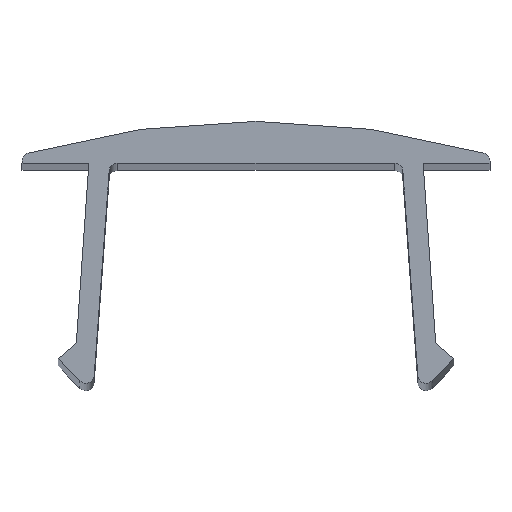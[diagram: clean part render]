
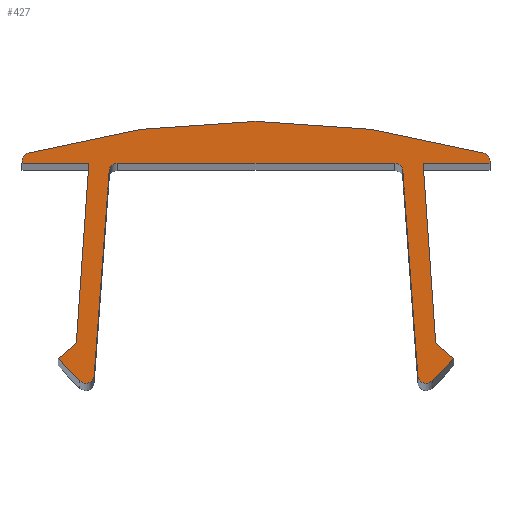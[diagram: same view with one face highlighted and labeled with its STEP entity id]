
A CAD part, top view. The second image highlights one B-rep face of the part: STEP entity #427.
In plain terms, the highlighted planar face has unit normal (0, 0, 1).
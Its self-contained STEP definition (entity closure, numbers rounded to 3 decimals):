
#15=CIRCLE('',#451,0.2);
#17=CIRCLE('',#455,0.2);
#19=CIRCLE('',#463,0.2);
#21=CIRCLE('',#466,20.);
#23=CIRCLE('',#469,0.2);
#25=CIRCLE('',#477,0.2);
#27=CIRCLE('',#481,0.2);
#56=FACE_OUTER_BOUND('',#78,.T.);
#78=EDGE_LOOP('',(#352,#353,#354,#355,#356,#357,#358,#359,#360,#361,#362,
#363,#364,#365,#366,#367,#368,#369,#370,#371));
#80=LINE('',#609,#126);
#85=LINE('',#623,#131);
#89=LINE('',#635,#135);
#92=LINE('',#641,#138);
#95=LINE('',#647,#141);
#98=LINE('',#653,#144);
#101=LINE('',#659,#147);
#107=LINE('',#683,#153);
#110=LINE('',#689,#156);
#113=LINE('',#695,#159);
#116=LINE('',#701,#162);
#119=LINE('',#707,#165);
#123=LINE('',#719,#169);
#126=VECTOR('',#489,10.);
#131=VECTOR('',#502,10.);
#135=VECTOR('',#514,10.);
#138=VECTOR('',#519,10.);
#141=VECTOR('',#524,10.);
#144=VECTOR('',#529,10.);
#147=VECTOR('',#534,10.);
#153=VECTOR('',#560,10.);
#156=VECTOR('',#565,10.);
#159=VECTOR('',#570,10.);
#162=VECTOR('',#575,10.);
#165=VECTOR('',#580,10.);
#169=VECTOR('',#592,10.);
#172=VERTEX_POINT('',#607);
#173=VERTEX_POINT('',#608);
#176=VERTEX_POINT('',#616);
#178=VERTEX_POINT('',#622);
#180=VERTEX_POINT('',#628);
#182=VERTEX_POINT('',#634);
#184=VERTEX_POINT('',#640);
#186=VERTEX_POINT('',#646);
#188=VERTEX_POINT('',#652);
#190=VERTEX_POINT('',#658);
#192=VERTEX_POINT('',#664);
#194=VERTEX_POINT('',#670);
#196=VERTEX_POINT('',#676);
#198=VERTEX_POINT('',#682);
#200=VERTEX_POINT('',#688);
#202=VERTEX_POINT('',#694);
#204=VERTEX_POINT('',#700);
#206=VERTEX_POINT('',#706);
#208=VERTEX_POINT('',#712);
#210=VERTEX_POINT('',#718);
#212=EDGE_CURVE('',#172,#173,#80,.T.);
#216=EDGE_CURVE('',#173,#176,#15,.T.);
#219=EDGE_CURVE('',#176,#178,#85,.T.);
#222=EDGE_CURVE('',#178,#180,#17,.T.);
#225=EDGE_CURVE('',#180,#182,#89,.T.);
#228=EDGE_CURVE('',#182,#184,#92,.T.);
#231=EDGE_CURVE('',#184,#186,#95,.T.);
#234=EDGE_CURVE('',#186,#188,#98,.T.);
#237=EDGE_CURVE('',#188,#190,#101,.T.);
#240=EDGE_CURVE('',#190,#192,#19,.T.);
#243=EDGE_CURVE('',#192,#194,#21,.T.);
#246=EDGE_CURVE('',#194,#196,#23,.T.);
#249=EDGE_CURVE('',#196,#198,#107,.T.);
#252=EDGE_CURVE('',#198,#200,#110,.T.);
#255=EDGE_CURVE('',#200,#202,#113,.T.);
#258=EDGE_CURVE('',#202,#204,#116,.T.);
#261=EDGE_CURVE('',#204,#206,#119,.T.);
#264=EDGE_CURVE('',#206,#208,#25,.T.);
#267=EDGE_CURVE('',#208,#210,#123,.T.);
#270=EDGE_CURVE('',#210,#172,#27,.T.);
#352=ORIENTED_EDGE('',*,*,#243,.F.);
#353=ORIENTED_EDGE('',*,*,#240,.F.);
#354=ORIENTED_EDGE('',*,*,#237,.F.);
#355=ORIENTED_EDGE('',*,*,#234,.F.);
#356=ORIENTED_EDGE('',*,*,#231,.F.);
#357=ORIENTED_EDGE('',*,*,#228,.F.);
#358=ORIENTED_EDGE('',*,*,#225,.F.);
#359=ORIENTED_EDGE('',*,*,#222,.F.);
#360=ORIENTED_EDGE('',*,*,#219,.F.);
#361=ORIENTED_EDGE('',*,*,#216,.F.);
#362=ORIENTED_EDGE('',*,*,#212,.F.);
#363=ORIENTED_EDGE('',*,*,#270,.F.);
#364=ORIENTED_EDGE('',*,*,#267,.F.);
#365=ORIENTED_EDGE('',*,*,#264,.F.);
#366=ORIENTED_EDGE('',*,*,#261,.F.);
#367=ORIENTED_EDGE('',*,*,#258,.F.);
#368=ORIENTED_EDGE('',*,*,#255,.F.);
#369=ORIENTED_EDGE('',*,*,#252,.F.);
#370=ORIENTED_EDGE('',*,*,#249,.F.);
#371=ORIENTED_EDGE('',*,*,#246,.F.);
#405=PLANE('',#483);
#427=ADVANCED_FACE('',(#56),#405,.T.);
#451=AXIS2_PLACEMENT_3D('',#617,#495,#496);
#455=AXIS2_PLACEMENT_3D('',#629,#507,#508);
#463=AXIS2_PLACEMENT_3D('',#665,#539,#540);
#466=AXIS2_PLACEMENT_3D('',#671,#546,#547);
#469=AXIS2_PLACEMENT_3D('',#677,#553,#554);
#477=AXIS2_PLACEMENT_3D('',#713,#585,#586);
#481=AXIS2_PLACEMENT_3D('',#724,#597,#598);
#483=AXIS2_PLACEMENT_3D('',#726,#601,#602);
#489=DIRECTION('',(-1.,0.,0.));
#495=DIRECTION('center_axis',(0.,0.,1.));
#496=DIRECTION('ref_axis',(0.,-1.,0.));
#502=DIRECTION('',(-0.073,-0.997,0.));
#507=DIRECTION('center_axis',(0.,0.,-1.));
#508=DIRECTION('ref_axis',(-0.712,-0.702,0.));
#514=DIRECTION('',(-0.702,0.712,0.));
#519=DIRECTION('',(0.758,0.653,0.));
#524=DIRECTION('',(0.07,0.998,0.));
#529=DIRECTION('',(-1.,0.,0.));
#534=DIRECTION('',(0.,1.,0.));
#539=DIRECTION('center_axis',(0.,0.,-1.));
#540=DIRECTION('ref_axis',(-0.273,0.962,0.));
#546=DIRECTION('center_axis',(0.,0.,-1.));
#547=DIRECTION('ref_axis',(0.273,0.962,0.));
#553=DIRECTION('center_axis',(0.,0.,-1.));
#554=DIRECTION('ref_axis',(1.,0.,0.));
#560=DIRECTION('',(0.,-1.,0.));
#565=DIRECTION('',(-1.,0.,0.));
#570=DIRECTION('',(0.07,-0.998,0.));
#575=DIRECTION('',(0.758,-0.653,0.));
#580=DIRECTION('',(-0.702,-0.712,0.));
#585=DIRECTION('center_axis',(0.,0.,-1.));
#586=DIRECTION('ref_axis',(-0.997,-0.073,0.));
#592=DIRECTION('',(-0.073,0.997,0.));
#597=DIRECTION('center_axis',(0.,0.,1.));
#598=DIRECTION('ref_axis',(-0.997,-0.073,0.));
#601=DIRECTION('center_axis',(0.,0.,1.));
#602=DIRECTION('ref_axis',(1.,0.,0.));
#607=CARTESIAN_POINT('',(3.314,0.,100.));
#608=CARTESIAN_POINT('',(-3.314,0.,100.));
#609=CARTESIAN_POINT('',(1.657,0.,100.));
#616=CARTESIAN_POINT('',(-3.514,-0.185,100.));
#617=CARTESIAN_POINT('Origin',(-3.314,-0.2,100.));
#622=CARTESIAN_POINT('',(-3.873,-5.082,100.));
#623=CARTESIAN_POINT('',(-3.575,-1.026,100.));
#628=CARTESIAN_POINT('',(-4.214,-5.208,100.));
#629=CARTESIAN_POINT('Origin',(-4.072,-5.068,100.));
#634=CARTESIAN_POINT('',(-4.738,-4.677,100.));
#635=CARTESIAN_POINT('',(-3.944,-5.482,100.));
#640=CARTESIAN_POINT('',(-4.3,-4.3,100.));
#641=CARTESIAN_POINT('',(-2.749,-2.964,100.));
#646=CARTESIAN_POINT('',(-4.,0.,100.));
#647=CARTESIAN_POINT('',(-4.214,-3.073,100.));
#652=CARTESIAN_POINT('',(-5.6,0.,100.));
#653=CARTESIAN_POINT('',(-2.,0.,100.));
#658=CARTESIAN_POINT('',(-5.6,0.049,100.));
#659=CARTESIAN_POINT('',(-5.6,-1.067,100.));
#664=CARTESIAN_POINT('',(-5.455,0.242,100.));
#665=CARTESIAN_POINT('Origin',(-5.4,0.049,100.));
#670=CARTESIAN_POINT('',(5.455,0.242,100.));
#671=CARTESIAN_POINT('Origin',(0.,-19.,100.));
#676=CARTESIAN_POINT('',(5.6,0.049,100.));
#677=CARTESIAN_POINT('Origin',(5.4,0.049,100.));
#682=CARTESIAN_POINT('',(5.6,0.,100.));
#683=CARTESIAN_POINT('',(5.6,-1.042,100.));
#688=CARTESIAN_POINT('',(4.,0.,100.));
#689=CARTESIAN_POINT('',(2.8,0.,100.));
#694=CARTESIAN_POINT('',(4.3,-4.3,100.));
#695=CARTESIAN_POINT('',(4.064,-0.923,100.));
#700=CARTESIAN_POINT('',(4.738,-4.677,100.));
#701=CARTESIAN_POINT('',(2.53,-2.775,100.));
#706=CARTESIAN_POINT('',(4.214,-5.208,100.));
#707=CARTESIAN_POINT('',(4.206,-5.217,100.));
#712=CARTESIAN_POINT('',(3.873,-5.082,100.));
#713=CARTESIAN_POINT('Origin',(4.072,-5.068,100.));
#718=CARTESIAN_POINT('',(3.514,-0.185,100.));
#719=CARTESIAN_POINT('',(3.755,-3.475,100.));
#724=CARTESIAN_POINT('Origin',(3.314,-0.2,100.));
#726=CARTESIAN_POINT('Origin',(0.,-2.134,100.));
